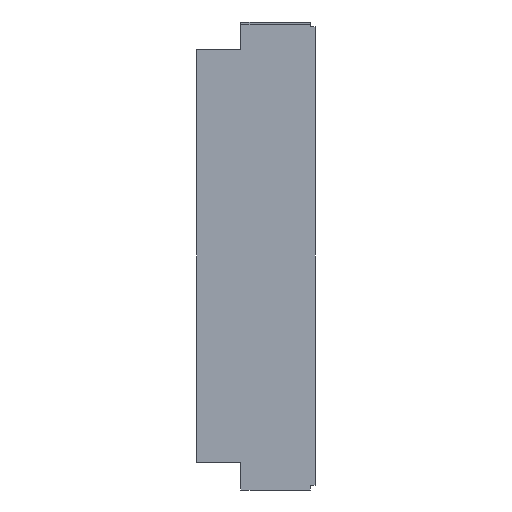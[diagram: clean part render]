
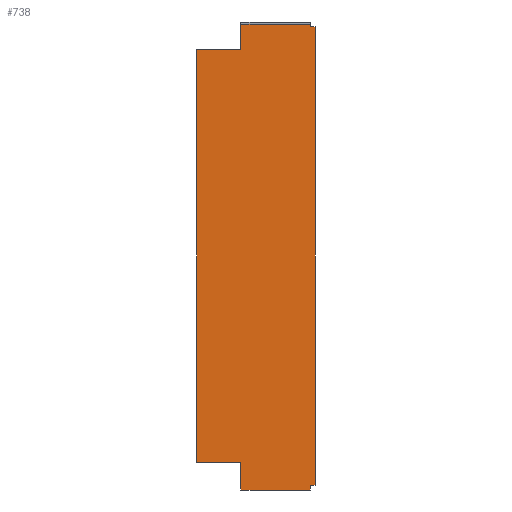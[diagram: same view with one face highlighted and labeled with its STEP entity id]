
A CAD part, front view. The second image highlights one B-rep face of the part: STEP entity #738.
In plain terms, the highlighted planar face has unit normal (0, -1, 0).
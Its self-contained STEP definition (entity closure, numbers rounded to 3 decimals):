
#31=FACE_OUTER_BOUND('',#67,.T.);
#67=EDGE_LOOP('',(#470,#471,#472,#473,#474,#475,#476,#477,#478,#479,#480,
#481,#482,#483));
#106=LINE('',#1028,#200);
#112=LINE('',#1040,#206);
#113=LINE('',#1042,#207);
#114=LINE('',#1044,#208);
#115=LINE('',#1046,#209);
#116=LINE('',#1048,#210);
#117=LINE('',#1050,#211);
#118=LINE('',#1052,#212);
#119=LINE('',#1054,#213);
#120=LINE('',#1056,#214);
#121=LINE('',#1058,#215);
#122=LINE('',#1060,#216);
#123=LINE('',#1062,#217);
#124=LINE('',#1063,#218);
#200=VECTOR('',#844,10.);
#206=VECTOR('',#852,10.);
#207=VECTOR('',#853,10.);
#208=VECTOR('',#854,10.);
#209=VECTOR('',#855,10.);
#210=VECTOR('',#856,10.);
#211=VECTOR('',#857,10.);
#212=VECTOR('',#858,10.);
#213=VECTOR('',#859,10.);
#214=VECTOR('',#860,10.);
#215=VECTOR('',#861,10.);
#216=VECTOR('',#862,10.);
#217=VECTOR('',#863,10.);
#218=VECTOR('',#864,10.);
#294=VERTEX_POINT('',#1026);
#295=VERTEX_POINT('',#1027);
#300=VERTEX_POINT('',#1039);
#301=VERTEX_POINT('',#1041);
#302=VERTEX_POINT('',#1043);
#303=VERTEX_POINT('',#1045);
#304=VERTEX_POINT('',#1047);
#305=VERTEX_POINT('',#1049);
#306=VERTEX_POINT('',#1051);
#307=VERTEX_POINT('',#1053);
#308=VERTEX_POINT('',#1055);
#309=VERTEX_POINT('',#1057);
#310=VERTEX_POINT('',#1059);
#311=VERTEX_POINT('',#1061);
#362=EDGE_CURVE('',#294,#295,#106,.T.);
#368=EDGE_CURVE('',#300,#295,#112,.T.);
#369=EDGE_CURVE('',#301,#300,#113,.T.);
#370=EDGE_CURVE('',#301,#302,#114,.T.);
#371=EDGE_CURVE('',#303,#302,#115,.T.);
#372=EDGE_CURVE('',#304,#303,#116,.T.);
#373=EDGE_CURVE('',#305,#304,#117,.T.);
#374=EDGE_CURVE('',#306,#305,#118,.T.);
#375=EDGE_CURVE('',#307,#306,#119,.T.);
#376=EDGE_CURVE('',#308,#307,#120,.T.);
#377=EDGE_CURVE('',#309,#308,#121,.T.);
#378=EDGE_CURVE('',#309,#310,#122,.T.);
#379=EDGE_CURVE('',#310,#311,#123,.T.);
#380=EDGE_CURVE('',#294,#311,#124,.T.);
#470=ORIENTED_EDGE('',*,*,#362,.T.);
#471=ORIENTED_EDGE('',*,*,#368,.F.);
#472=ORIENTED_EDGE('',*,*,#369,.F.);
#473=ORIENTED_EDGE('',*,*,#370,.T.);
#474=ORIENTED_EDGE('',*,*,#371,.F.);
#475=ORIENTED_EDGE('',*,*,#372,.F.);
#476=ORIENTED_EDGE('',*,*,#373,.F.);
#477=ORIENTED_EDGE('',*,*,#374,.F.);
#478=ORIENTED_EDGE('',*,*,#375,.F.);
#479=ORIENTED_EDGE('',*,*,#376,.F.);
#480=ORIENTED_EDGE('',*,*,#377,.F.);
#481=ORIENTED_EDGE('',*,*,#378,.T.);
#482=ORIENTED_EDGE('',*,*,#379,.T.);
#483=ORIENTED_EDGE('',*,*,#380,.F.);
#669=PLANE('',#797);
#738=ADVANCED_FACE('',(#31),#669,.F.);
#797=AXIS2_PLACEMENT_3D('',#1038,#850,#851);
#844=DIRECTION('',(1.,0.,0.));
#850=DIRECTION('center_axis',(0.,1.,0.));
#851=DIRECTION('ref_axis',(0.,0.,1.));
#852=DIRECTION('',(0.,0.,-1.));
#853=DIRECTION('',(1.,0.,0.));
#854=DIRECTION('',(0.,0.,1.));
#855=DIRECTION('',(1.,0.,0.));
#856=DIRECTION('',(0.,0.,1.));
#857=DIRECTION('',(0.,0.,1.));
#858=DIRECTION('',(1.,0.,0.));
#859=DIRECTION('',(0.,0.,1.));
#860=DIRECTION('',(-1.,0.,0.));
#861=DIRECTION('',(0.,0.,1.));
#862=DIRECTION('',(0.,0.,-1.));
#863=DIRECTION('',(1.,0.,0.));
#864=DIRECTION('',(0.,0.,-1.));
#1026=CARTESIAN_POINT('',(0.,-1.,-238.));
#1027=CARTESIAN_POINT('',(2.,-1.,-238.));
#1028=CARTESIAN_POINT('',(-9.048,-1.,-238.));
#1038=CARTESIAN_POINT('Origin',(-19.096,-1.,-139.));
#1039=CARTESIAN_POINT('',(2.,-1.,-40.));
#1040=CARTESIAN_POINT('',(2.,-1.,-139.));
#1041=CARTESIAN_POINT('',(0.,-1.,-40.));
#1042=CARTESIAN_POINT('',(-9.048,-1.,-40.));
#1043=CARTESIAN_POINT('',(0.,-1.,-39.));
#1044=CARTESIAN_POINT('',(0.,-1.,-87.625));
#1045=CARTESIAN_POINT('',(-30.,-1.,-39.));
#1046=CARTESIAN_POINT('',(-19.096,-1.,-39.));
#1047=CARTESIAN_POINT('',(-30.,-1.,-40.));
#1048=CARTESIAN_POINT('',(-30.,-1.,-89.5));
#1049=CARTESIAN_POINT('',(-30.,-1.,-50.));
#1050=CARTESIAN_POINT('',(-30.,-1.,-50.));
#1051=CARTESIAN_POINT('',(-49.,-1.,-50.));
#1052=CARTESIAN_POINT('',(-55.57,-1.,-50.));
#1053=CARTESIAN_POINT('',(-49.,-1.,-228.));
#1054=CARTESIAN_POINT('',(-49.,-1.,-139.));
#1055=CARTESIAN_POINT('',(-30.,-1.,-228.));
#1056=CARTESIAN_POINT('',(-30.,-1.,-228.));
#1057=CARTESIAN_POINT('',(-30.,-1.,-238.));
#1058=CARTESIAN_POINT('',(-30.,-1.,-278.));
#1059=CARTESIAN_POINT('',(-30.,-1.,-240.));
#1060=CARTESIAN_POINT('',(-30.,-1.,-190.375));
#1061=CARTESIAN_POINT('',(0.,-1.,-240.));
#1062=CARTESIAN_POINT('',(-19.096,-1.,-240.));
#1063=CARTESIAN_POINT('',(0.,-1.,-188.5));
